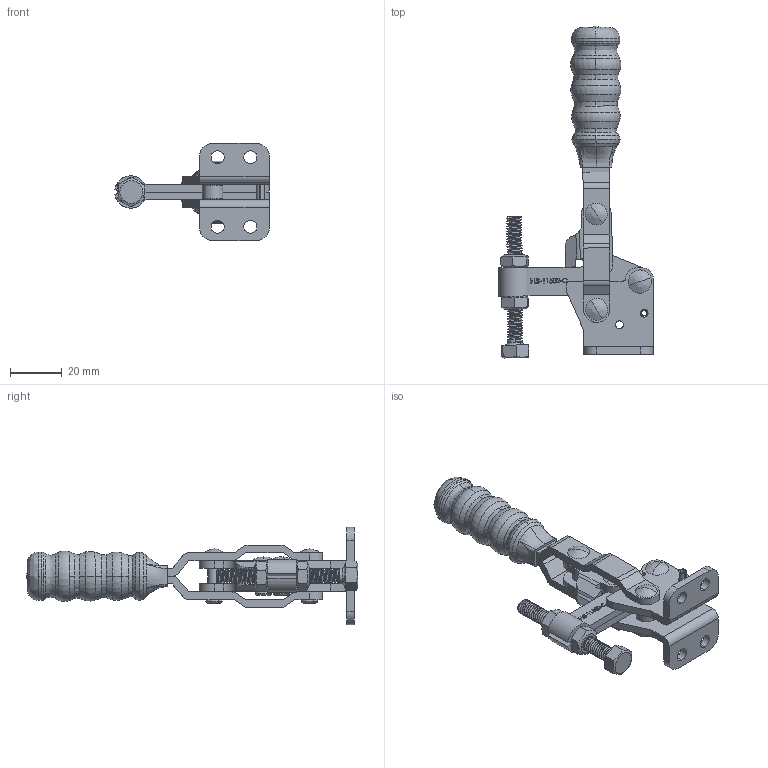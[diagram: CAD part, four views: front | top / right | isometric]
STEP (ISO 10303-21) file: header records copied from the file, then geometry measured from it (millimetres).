
FILE_DESCRIPTION (( 'STEP AP203' ), '1' );
FILE_NAME ('HS-11502-C.STEP', '2019-09-25T11:25:19', ( '微软用户' ), ( '微软中国' ), 'SwSTEP 2.0', 'SolidWorks 2012', '' );
FILE_SCHEMA (( 'CONFIG_CONTROL_DESIGN' ));
Length unit declared in the file: millimetre
Products named in the file (20): HS-11502-C; HS-11502-B-04_CONNECTING-PLATE_ASM; HS__1-1335; HS___-____1-1007; HS-11502-B-09_1; HS-11502-B-05_1; HS-11502-B-06_1; HS-11502-B-08_1; HS-11502-B-03_HANDLE_ASM_1; HS___-____1-492; HS___1-229; HS-SA-065010_SPINDLE_SUPPLIED_1; HS-11502-B-01_FLANGED_BASE_ASM; HS___1-4076; HS___1-553; HS-11502-C-02_BAR_ASM; HS___-____2_3; HS___2_3; M6_NUT__1; HS-11502-B-07_1
Assembly tree (22 placements, depth 3):
  HS-11502-C
    HS-11502-B-07_1  x2
    M6_NUT__1  x2
    HS-11502-C-02_BAR_ASM
      HS___2_3
      HS___-____2_3
    HS-11502-B-01_FLANGED_BASE_ASM
      HS___1-553
      HS___1-4076
    HS-SA-065010_SPINDLE_SUPPLIED_1
    HS-11502-B-03_HANDLE_ASM_1
      HS___1-229
      HS___-____1-492
    HS-11502-B-08_1  x2
    HS-11502-B-06_1
    HS-11502-B-05_1
    HS-11502-B-09_1
    HS-11502-B-04_CONNECTING-PLATE_ASM
      HS___-____1-1007
      HS__1-1335
Bounding box: 59.96 x 128.88 x 37.8 mm (x, y, z)
Volume: 33079 mm3; surface area: 27792.4 mm2
Topology: 18 solids, 18 shells, 765 faces, 2072 edges, 1353 vertices
Faces by surface type: plane 372, bspline 158, cylinder 156, cone 73, torus 6
Entity records: 47990 total; most frequent: CARTESIAN_POINT 28754, ORIENTED_EDGE 3790, DIRECTION 3111, EDGE_CURVE 1895, VERTEX_POINT 1253, LINE 1177, VECTOR 1177, AXIS2_PLACEMENT_3D 967
